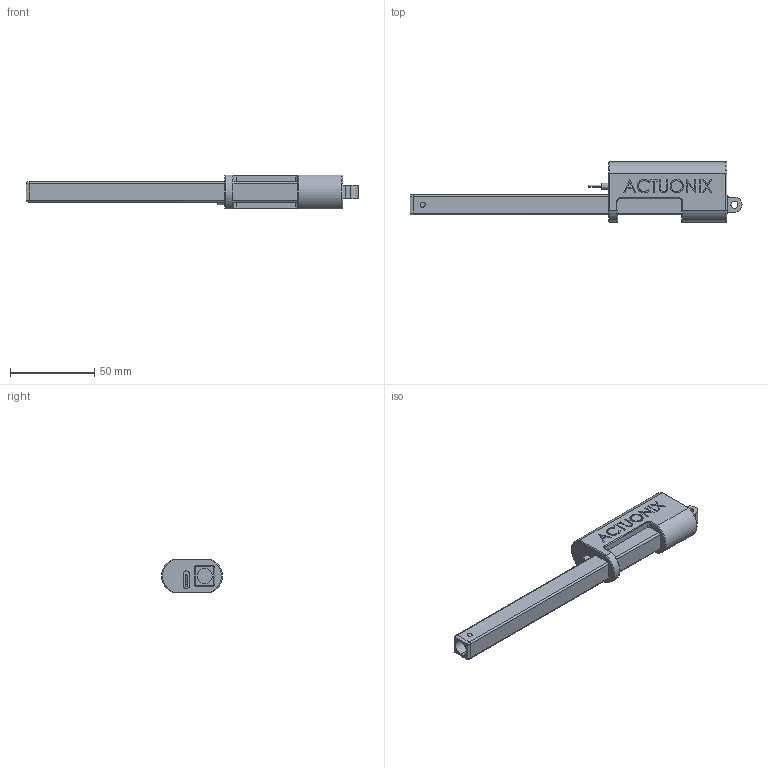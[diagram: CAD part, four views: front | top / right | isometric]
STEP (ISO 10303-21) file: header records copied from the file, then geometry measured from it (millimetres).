
FILE_DESCRIPTION (( 'STEP AP214' ), '1' );
FILE_NAME ('Actuonix-P16-150-256-12-P-Housing.STEP', '2019-05-28T01:16:54', ( '' ), ( '' ), 'SwSTEP 2.0', 'SolidWorks 2017', '' );
FILE_SCHEMA (( 'AUTOMOTIVE_DESIGN' ));
Length unit declared in the file: millimetre
Products named in the file (1): Actuonix-P16-150-256-12-P-Housing
Bounding box: 196.9 x 36 x 20 mm (x, y, z)
Volume: 54530.1 mm3; surface area: 15985.2 mm2
Topology: 8 solids, 8 shells, 280 faces, 692 edges, 452 vertices
Faces by surface type: plane 164, bspline 56, cylinder 49, torus 11
Entity records: 11592 total; most frequent: CARTESIAN_POINT 5209, ORIENTED_EDGE 1384, DIRECTION 1097, EDGE_CURVE 692, VECTOR 465, LINE 465, VERTEX_POINT 452, AXIS2_PLACEMENT_3D 316
